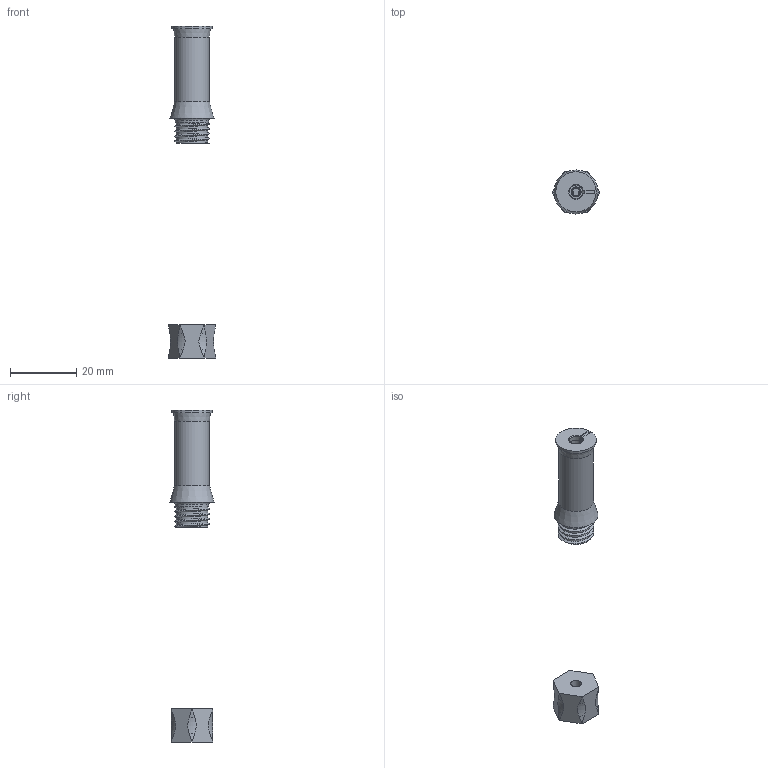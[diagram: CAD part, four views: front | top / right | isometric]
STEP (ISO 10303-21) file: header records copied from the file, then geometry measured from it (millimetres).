
FILE_DESCRIPTION(/* description */ (''),/* implementation_level */ '2;1');
FILE_NAME(/* name */ 'FountainPen Final Syringe v17.step',/* time_stamp */ '2021-12-23T17:53:58+03:00',/* author */ (''),/* organization */ (''),/* preprocessor_version */ 'ST-DEVELOPER v18.1',/* originating_system */ 'Autodesk Translation Framework v10.10.0.1391',/* authorisation */ '');
FILE_SCHEMA (('AUTOMOTIVE_DESIGN { 1 0 10303 214 3 1 1 }'));
Length unit declared in the file: millimetre
Products named in the file (3): FountainPen Final Syringe; Piston_Grip; Handle Preppy
Assembly tree (2 placements, depth 2):
  FountainPen Final Syringe
    Piston_Grip
    Handle Preppy
Bounding box: 14.26 x 13.24 x 99.9 mm (x, y, z)
Volume: 4100.4 mm3; surface area: 2749.3 mm2
Topology: 2 solids, 2 shells, 133 faces, 343 edges, 221 vertices
Faces by surface type: plane 79, cylinder 26, cone 19, torus 7, bspline 2
Full cylindrical faces by diameter (mm): 2.4 x2, 3.25 x1, 4 x1, 5 x3, 8.5 x1, 9.5 x3, 10 x1, 10.5 x1, 12.1 x1
Entity records: 5345 total; most frequent: CARTESIAN_POINT 2045, ORIENTED_EDGE 686, DIRECTION 661, EDGE_CURVE 343, AXIS2_PLACEMENT_3D 239, VERTEX_POINT 221, LINE 183, VECTOR 183
